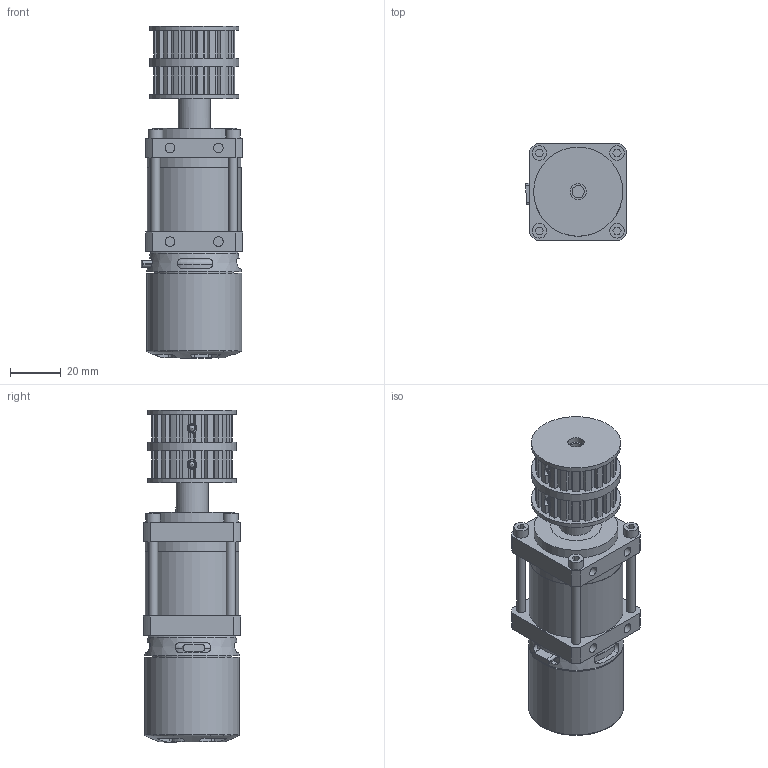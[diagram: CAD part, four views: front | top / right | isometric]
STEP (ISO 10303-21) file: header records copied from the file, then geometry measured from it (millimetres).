
FILE_DESCRIPTION(/* description */ (''),/* implementation_level */ '2;1');
FILE_NAME(/* name */ 'motor v4.step',/* time_stamp */ '2024-11-10T12:22:59-05:00',/* author */ (''),/* organization */ (''),/* preprocessor_version */ 'ST-DEVELOPER v20',/* originating_system */ 'Autodesk Translation Framework v13.20.0.188',/* authorisation */ '');
FILE_SCHEMA (('AUTOMOTIVE_DESIGN { 1 0 10303 214 3 1 1 }'));
Length unit declared in the file: inch
Products named in the file (6): motor; P6-nn; Turnigy Aerodrive SK3 3548 700KV Motor v11; Double Pulley Assembly; 6495K752_Timing Belt Pulley v6 (1); 10-24_0.25_92311A238_18-8 Stainless Steel Cup-Point Set Screw
Assembly tree (6 placements, depth 3):
  motor
    P6-nn
    Turnigy Aerodrive SK3 3548 700KV Motor v11
    Double Pulley Assembly
      6495K752_Timing Belt Pulley v6 (1)
    10-24_0.25_92311A238_18-8 Stainless Steel Cup-Point Set Screw  x2
Bounding box: 39.81 x 38.1 x 130.33 mm (x, y, z)
Volume: 110830 mm3; surface area: 53344.1 mm2
Topology: 18 solids, 19 shells, 525 faces, 1363 edges, 892 vertices
Faces by surface type: plane 300, cylinder 186, cone 29, bspline 5, torus 5
Full cylindrical faces by diameter (mm): 2.075 x3, 2.529 x4, 3.22 x4, 3.451 x10, 3.505 x4, 3.658 x4, 3.796 x8, 3.81 x2, 4.6 x1, 4.826 x9, 5 x5, 5.74 x4, 6.35 x1, 7 x1, 8 x4, 8.6 x1, 9 x4, 11 x1, 12.7 x1, 15 x1, 17.714 x1, 20 x4, 25.2 x1, 29.21 x2, 30.88 x1, 33.02 x1, 33.2 x1, 34.963 x3, 36.83 x2, 37.2 x1
Entity records: 17144 total; most frequent: CARTESIAN_POINT 4602, DIRECTION 2577, ORIENTED_EDGE 2540, EDGE_CURVE 1270, AXIS2_PLACEMENT_3D 898, VERTEX_POINT 838, LINE 781, VECTOR 781
